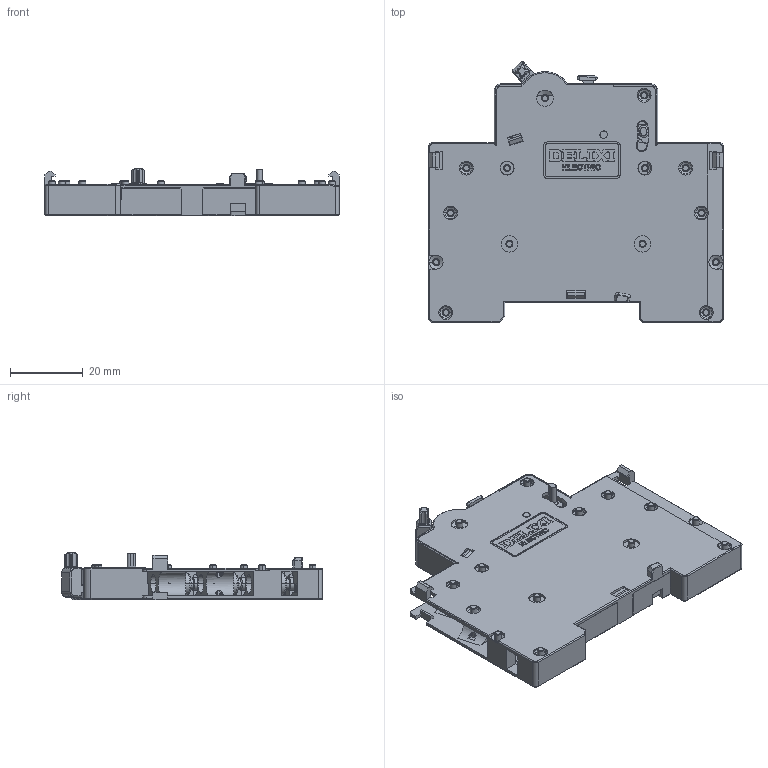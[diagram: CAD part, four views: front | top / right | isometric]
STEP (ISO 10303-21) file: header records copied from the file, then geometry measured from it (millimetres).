
FILE_DESCRIPTION((''),'2;1');
FILE_NAME('2297006700_SW0001','2023-11-09T',('dufeng.zhai'),(''),'PRO/ENGINEER BY PARAMETRIC TECHNOLOGY CORPORATION, 2015440','PRO/ENGINEER BY PARAMETRIC TECHNOLOGY CORPORATION, 2015440','');
FILE_SCHEMA(('CONFIG_CONTROL_DESIGN'));
Products named in the file (1): 2297006700_SW0001
Bounding box: 80.8 x 71.53 x 12.95 mm (x, y, z)
Volume: 30042.8 mm3; surface area: 23135.4 mm2
Topology: 1 solids, 1 shells, 2471 faces, 6901 edges, 4432 vertices
Faces by surface type: plane 1694, cylinder 432, cone 138, extrusion 91, torus 83, bspline 31, sphere 2
Entity records: 82596 total; most frequent: CARTESIAN_POINT 19760, ORIENTED_EDGE 13796, DIRECTION 11982, EDGE_CURVE 6898, VECTOR 5170, LINE 5079, VERTEX_POINT 4432, AXIS2_PLACEMENT_3D 3406
